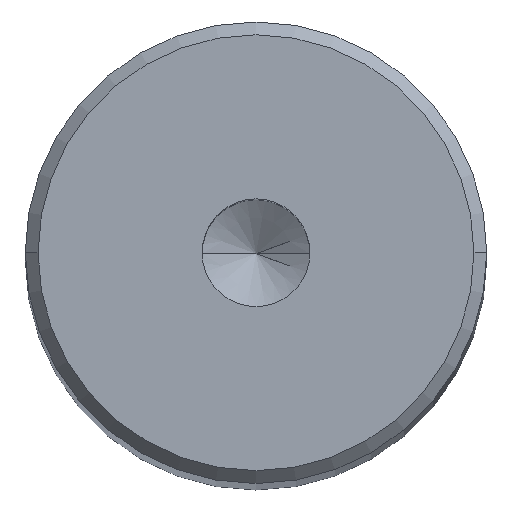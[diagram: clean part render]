
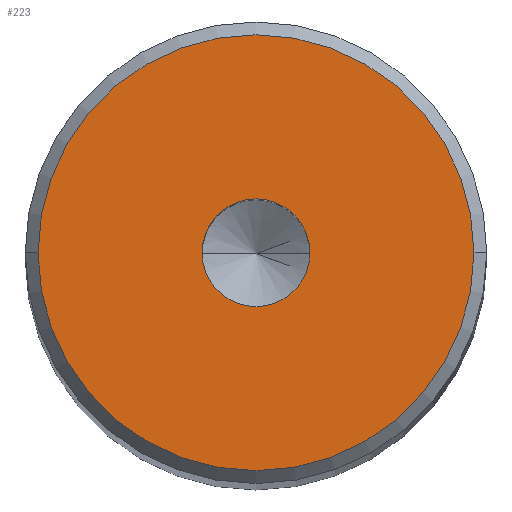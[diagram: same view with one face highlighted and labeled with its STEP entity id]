
A CAD part, top view. The second image highlights one B-rep face of the part: STEP entity #223.
In plain terms, the highlighted planar face has unit normal (0, 0, 1).
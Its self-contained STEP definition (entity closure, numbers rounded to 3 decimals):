
#8 = VERTEX_POINT ( 'NONE', #304 ) ;
#19 = PLANE ( 'NONE',  #461 ) ;
#64 = EDGE_LOOP ( 'NONE', ( #135, #120 ) ) ;
#77 = CARTESIAN_POINT ( 'NONE',  ( 0., 0., 0. ) ) ;
#78 = ORIENTED_EDGE ( 'NONE', *, *, #490, .F. ) ;
#120 = ORIENTED_EDGE ( 'NONE', *, *, #253, .T. ) ;
#135 = ORIENTED_EDGE ( 'NONE', *, *, #385, .T. ) ;
#155 = FACE_BOUND ( 'NONE', #175, .T. ) ;
#175 = EDGE_LOOP ( 'NONE', ( #78, #314 ) ) ;
#176 = CARTESIAN_POINT ( 'NONE',  ( 8.5, 0., 0. ) ) ;
#182 = CIRCLE ( 'NONE', #257, 2.1 ) ;
#199 = DIRECTION ( 'NONE',  ( 0., 0., 1. ) ) ;
#203 = CARTESIAN_POINT ( 'NONE',  ( 0., 0., 0. ) ) ;
#206 = CARTESIAN_POINT ( 'NONE',  ( -2.1, 0., 0. ) ) ;
#210 = DIRECTION ( 'NONE',  ( 0., 0., 1. ) ) ;
#214 = DIRECTION ( 'NONE',  ( 0., 0., 1. ) ) ;
#221 = CIRCLE ( 'NONE', #292, 2.1 ) ;
#223 = ADVANCED_FACE ( 'NONE', ( #155, #564 ), #19, .T. ) ;
#249 = CARTESIAN_POINT ( 'NONE',  ( 0., 0., 0. ) ) ;
#253 = EDGE_CURVE ( 'NONE', #476, #8, #583, .T. ) ;
#257 = AXIS2_PLACEMENT_3D ( 'NONE', #450, #214, #325 ) ;
#258 = DIRECTION ( 'NONE',  ( 1., 0., 0. ) ) ;
#260 = DIRECTION ( 'NONE',  ( 1., 0., 0. ) ) ;
#271 = EDGE_CURVE ( 'NONE', #301, #526, #221, .T. ) ;
#292 = AXIS2_PLACEMENT_3D ( 'NONE', #203, #210, #419 ) ;
#301 = VERTEX_POINT ( 'NONE', #206 ) ;
#304 = CARTESIAN_POINT ( 'NONE',  ( -8.5, 0., 0. ) ) ;
#314 = ORIENTED_EDGE ( 'NONE', *, *, #271, .F. ) ;
#325 = DIRECTION ( 'NONE',  ( 1., 0., 0. ) ) ;
#351 = DIRECTION ( 'NONE',  ( 0., 0., 1. ) ) ;
#360 = AXIS2_PLACEMENT_3D ( 'NONE', #530, #351, #260 ) ;
#379 = DIRECTION ( 'NONE',  ( 0., 0., 1. ) ) ;
#385 = EDGE_CURVE ( 'NONE', #8, #476, #470, .T. ) ;
#411 = AXIS2_PLACEMENT_3D ( 'NONE', #249, #199, #425 ) ;
#419 = DIRECTION ( 'NONE',  ( 1., 0., 0. ) ) ;
#425 = DIRECTION ( 'NONE',  ( 1., 0., 0. ) ) ;
#450 = CARTESIAN_POINT ( 'NONE',  ( 0., 0., 0. ) ) ;
#461 = AXIS2_PLACEMENT_3D ( 'NONE', #77, #379, #258 ) ;
#470 = CIRCLE ( 'NONE', #360, 8.5 ) ;
#476 = VERTEX_POINT ( 'NONE', #176 ) ;
#490 = EDGE_CURVE ( 'NONE', #526, #301, #182, .T. ) ;
#526 = VERTEX_POINT ( 'NONE', #546 ) ;
#530 = CARTESIAN_POINT ( 'NONE',  ( 0., 0., 0. ) ) ;
#546 = CARTESIAN_POINT ( 'NONE',  ( 2.1, 0., 0. ) ) ;
#564 = FACE_OUTER_BOUND ( 'NONE', #64, .T. ) ;
#583 = CIRCLE ( 'NONE', #411, 8.5 ) ;
